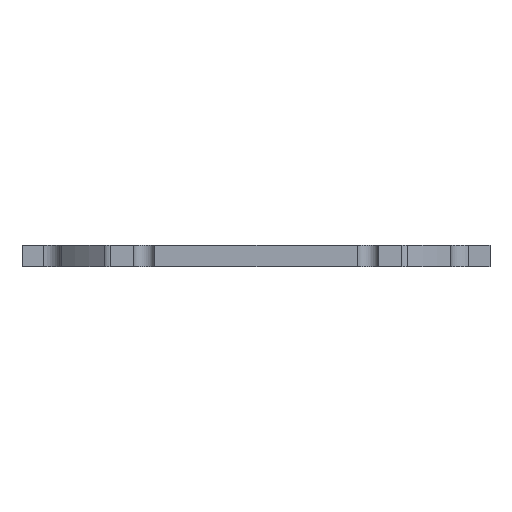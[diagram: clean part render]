
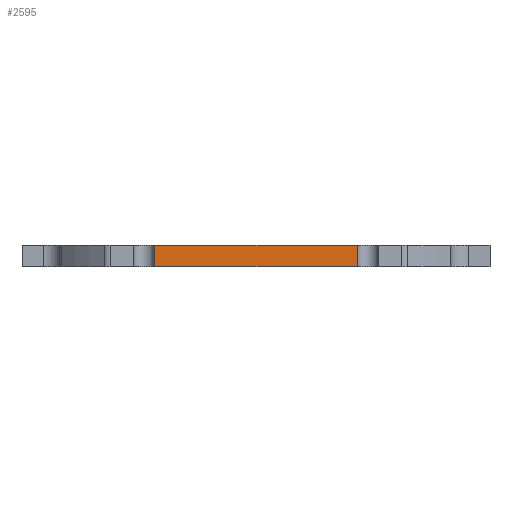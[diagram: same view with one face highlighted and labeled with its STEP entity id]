
A CAD part, left-side view. The second image highlights one B-rep face of the part: STEP entity #2595.
In plain terms, the highlighted planar face has unit normal (-1, 0, 0).
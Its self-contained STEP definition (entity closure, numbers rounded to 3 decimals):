
#417=FACE_OUTER_BOUND('',#605,.T.);
#605=EDGE_LOOP('',(#2349,#2350,#2351,#2352));
#665=LINE('',#3805,#881);
#698=LINE('',#3997,#914);
#835=LINE('',#4418,#1051);
#836=LINE('',#4420,#1052);
#881=VECTOR('',#2991,19.);
#914=VECTOR('',#3158,19.);
#1051=VECTOR('',#3635,2.);
#1052=VECTOR('',#3638,2.);
#1113=VERTEX_POINT('',#3802);
#1114=VERTEX_POINT('',#3804);
#1205=VERTEX_POINT('',#3994);
#1206=VERTEX_POINT('',#3996);
#1373=EDGE_CURVE('',#1113,#1114,#665,.T.);
#1469=EDGE_CURVE('',#1206,#1205,#698,.T.);
#1679=EDGE_CURVE('',#1114,#1205,#835,.T.);
#1680=EDGE_CURVE('',#1113,#1206,#836,.T.);
#2349=ORIENTED_EDGE('',*,*,#1373,.F.);
#2350=ORIENTED_EDGE('',*,*,#1680,.T.);
#2351=ORIENTED_EDGE('',*,*,#1469,.T.);
#2352=ORIENTED_EDGE('',*,*,#1679,.F.);
#2474=PLANE('',#2883);
#2595=ADVANCED_FACE('',(#417),#2474,.T.);
#2883=AXIS2_PLACEMENT_3D('',#4419,#3636,#3637);
#2991=DIRECTION('',(0.,1.,0.));
#3158=DIRECTION('',(0.,1.,0.));
#3635=DIRECTION('',(0.,0.,1.));
#3636=DIRECTION('center_axis',(-1.,0.,0.));
#3637=DIRECTION('ref_axis',(0.,1.,0.));
#3638=DIRECTION('',(0.,0.,1.));
#3802=CARTESIAN_POINT('',(-22.,-9.5,0.));
#3804=CARTESIAN_POINT('',(-22.,9.5,0.));
#3805=CARTESIAN_POINT('',(-22.,-4.75,0.));
#3994=CARTESIAN_POINT('',(-22.,9.5,2.));
#3996=CARTESIAN_POINT('',(-22.,-9.5,2.));
#3997=CARTESIAN_POINT('',(-22.,-4.75,2.));
#4418=CARTESIAN_POINT('',(-22.,9.5,2.));
#4419=CARTESIAN_POINT('Origin',(-22.,-9.5,2.));
#4420=CARTESIAN_POINT('',(-22.,-9.5,2.));
